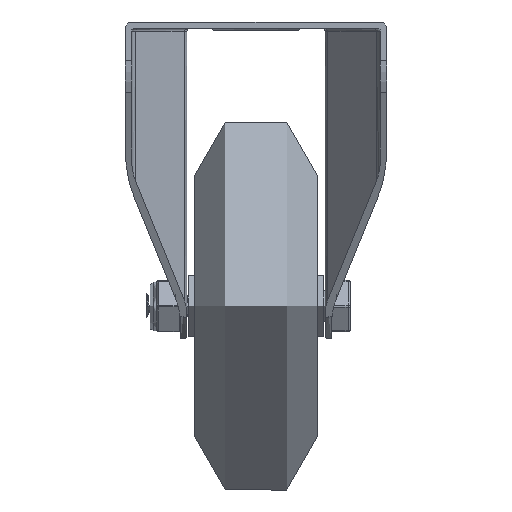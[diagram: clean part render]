
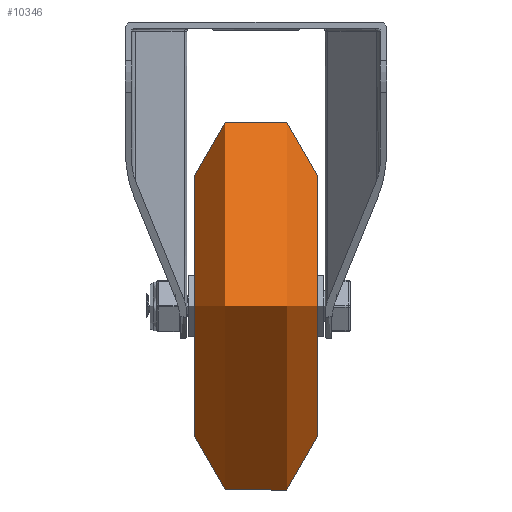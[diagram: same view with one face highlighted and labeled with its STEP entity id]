
A CAD part, left-side view. The second image highlights one B-rep face of the part: STEP entity #10346.
In plain terms, the highlighted toroidal (fillet/blend) face has major radius 42.5 mm and minor radius 20 mm.
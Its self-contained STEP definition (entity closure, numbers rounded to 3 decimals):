
#827=TOROIDAL_SURFACE('',#11300,42.5,20.);
#1440=FACE_OUTER_BOUND('',#2087,.T.);
#2087=EDGE_LOOP('',(#7757,#7758,#7759,#7760));
#4076=CIRCLE('',#11301,42.5);
#4077=CIRCLE('',#11302,20.);
#4078=CIRCLE('',#11303,42.5);
#4657=VERTEX_POINT('',#16761);
#4658=VERTEX_POINT('',#16763);
#5798=EDGE_CURVE('',#4657,#4657,#4076,.T.);
#5799=EDGE_CURVE('',#4657,#4658,#4077,.T.);
#5800=EDGE_CURVE('',#4658,#4658,#4078,.T.);
#7757=ORIENTED_EDGE('',*,*,#5798,.T.);
#7758=ORIENTED_EDGE('',*,*,#5799,.T.);
#7759=ORIENTED_EDGE('',*,*,#5800,.T.);
#7760=ORIENTED_EDGE('',*,*,#5799,.F.);
#10346=ADVANCED_FACE('',(#1440),#827,.T.);
#11300=AXIS2_PLACEMENT_3D('',#16760,#12867,#12868);
#11301=AXIS2_PLACEMENT_3D('',#16762,#12869,#12870);
#11302=AXIS2_PLACEMENT_3D('',#16764,#12871,#12872);
#11303=AXIS2_PLACEMENT_3D('',#16765,#12873,#12874);
#12867=DIRECTION('center_axis',(0.,1.,0.));
#12868=DIRECTION('ref_axis',(0.,0.,
-1.));
#12869=DIRECTION('center_axis',(0.,-1.,0.));
#12870=DIRECTION('ref_axis',(0.,0.,
-1.));
#12871=DIRECTION('center_axis',(1.,0.,0.));
#12872=DIRECTION('ref_axis',(0.,0.,
1.));
#12873=DIRECTION('center_axis',(0.,1.,0.));
#12874=DIRECTION('ref_axis',(0.,0.,
-1.));
#16760=CARTESIAN_POINT('Origin',(0.,0.,
0.));
#16761=CARTESIAN_POINT('',(0.,20.,42.5));
#16762=CARTESIAN_POINT('Origin',(0.,20.,0.));
#16763=CARTESIAN_POINT('',(0.,-20.,42.5));
#16764=CARTESIAN_POINT('Origin',(0.,0.,
42.5));
#16765=CARTESIAN_POINT('Origin',(0.,-20.,0.));
